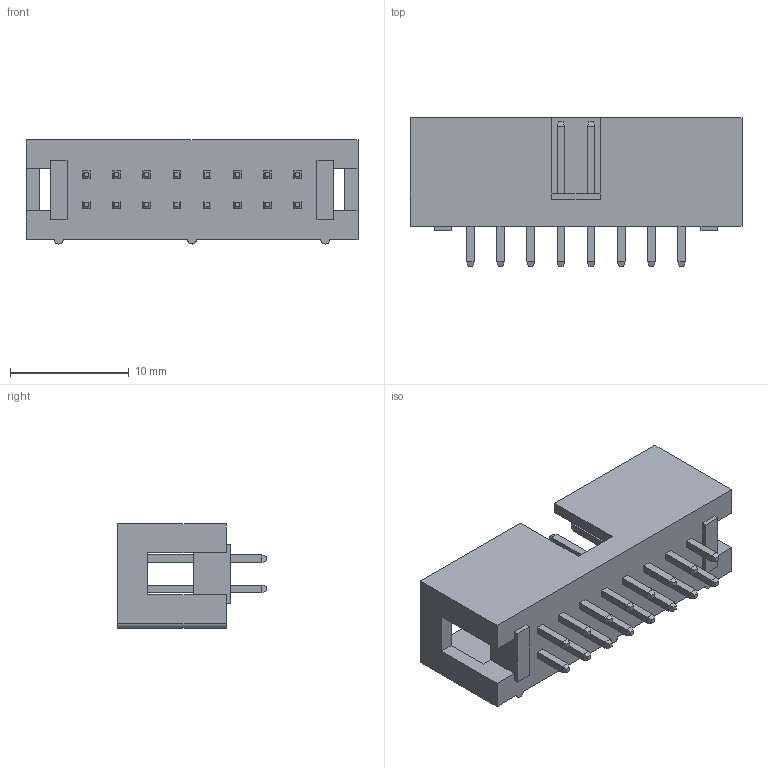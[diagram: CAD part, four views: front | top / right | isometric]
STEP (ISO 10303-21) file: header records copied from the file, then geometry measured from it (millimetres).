
FILE_DESCRIPTION (( 'STEP AP214' ), '1' );
FILE_NAME ('16.STEP', '2019-07-16T11:17:48', ( '' ), ( '' ), 'SwSTEP 2.0', 'SolidWorks 2018', '' );
FILE_SCHEMA (( 'AUTOMOTIVE_DESIGN' ));
Length unit declared in the file: inch
Products named in the file (1): 16
Bounding box: 27.94 x 12.52 x 8.76 mm (x, y, z)
Volume: 1055 mm3; surface area: 2092.7 mm2
Topology: 17 solids, 17 shells, 326 faces, 758 edges, 462 vertices
Faces by surface type: plane 323, cylinder 3
Entity records: 11744 total; most frequent: CARTESIAN_POINT 1547, ORIENTED_EDGE 1516, DIRECTION 1418, EDGE_CURVE 758, LINE 752, VECTOR 752, VERTEX_POINT 462, EDGE_LOOP 358
